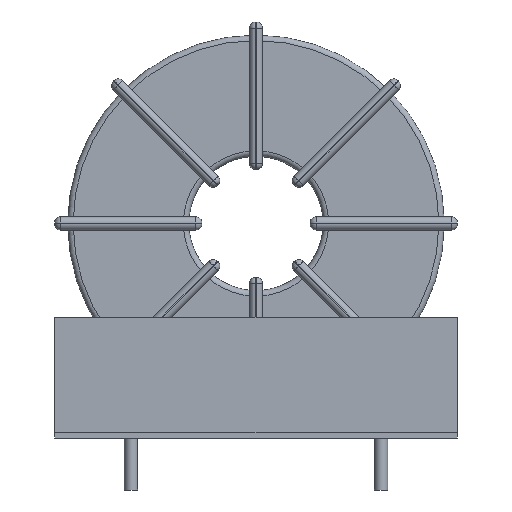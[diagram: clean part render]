
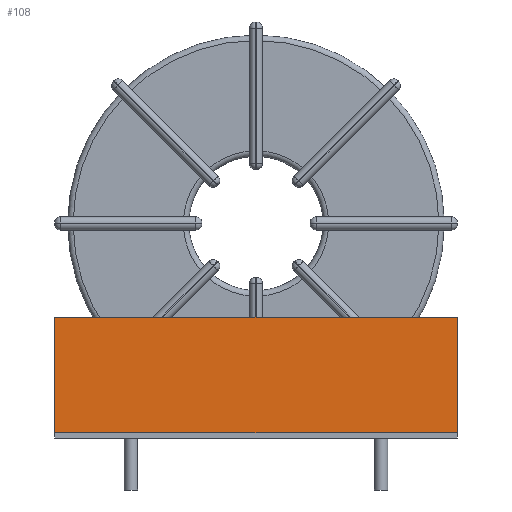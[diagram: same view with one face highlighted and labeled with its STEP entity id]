
A CAD part, front view. The second image highlights one B-rep face of the part: STEP entity #108.
In plain terms, the highlighted planar face has unit normal (0, -1, 0).
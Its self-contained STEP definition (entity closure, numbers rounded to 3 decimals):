
#13=DIRECTION('',(0.,0.,1.));
#31=VERTEX_POINT('',#32);
#32=CARTESIAN_POINT('',(29.845,-17.78,11.549));
#35=DIRECTION('',(0.,-1.,0.));
#36=ORIENTED_EDGE('',*,*,#37,.T.);
#37=EDGE_CURVE('',#31,#38,#40,.T.);
#38=VERTEX_POINT('',#39);
#39=CARTESIAN_POINT('',(-6.985,-17.78,11.549));
#40=LINE('',#32,#41);
#41=VECTOR('',#42,1.);
#42=DIRECTION('',(-1.,0.,0.));
#86=VECTOR('',#13,1.);
#98=VERTEX_POINT('',#99);
#99=CARTESIAN_POINT('',(29.845,-17.78,1.));
#103=EDGE_CURVE('',#98,#31,#104,.T.);
#104=LINE('',#105,#86);
#105=CARTESIAN_POINT('',(29.845,-17.78,0.5));
#108=ADVANCED_FACE('',(#109),#121,.T.);
#109=FACE_BOUND('',#110,.T.);
#110=EDGE_LOOP('',(#111,#116,#36,#117));
#111=ORIENTED_EDGE('',*,*,#112,.F.);
#112=EDGE_CURVE('',#98,#113,#115,.T.);
#113=VERTEX_POINT('',#114);
#114=CARTESIAN_POINT('',(-6.985,-17.78,1.));
#115=LINE('',#99,#41);
#116=ORIENTED_EDGE('',*,*,#103,.T.);
#117=ORIENTED_EDGE('',*,*,#118,.F.);
#118=EDGE_CURVE('',#113,#38,#119,.T.);
#119=LINE('',#120,#86);
#120=CARTESIAN_POINT('',(-6.985,-17.78,0.5));
#121=PLANE('',#122);
#122=AXIS2_PLACEMENT_3D('',#105,#35,#42);
